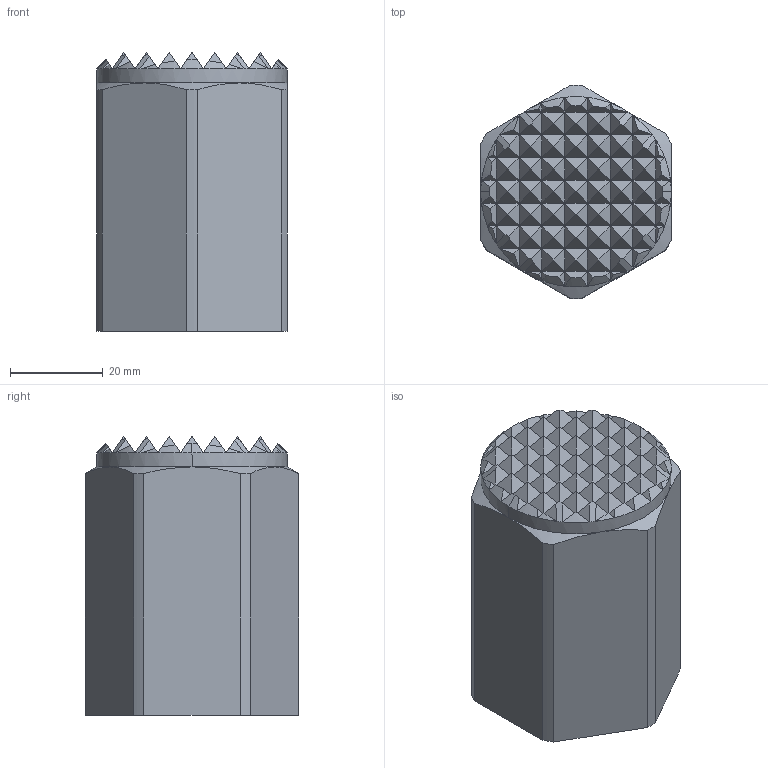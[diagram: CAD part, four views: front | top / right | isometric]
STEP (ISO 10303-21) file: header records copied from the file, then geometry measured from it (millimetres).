
FILE_DESCRIPTION(('STEP AP214'),'1');
FILE_NAME('HALDERN_EH_22690_0565.stp','2017-07-04T09:13:22',('TraceParts'),('TraceParts S.A.'),'Spatial InterOp 3D',' ',' ');
FILE_SCHEMA(('automotive_design'));
Length unit declared in the file: millimetre
Products named in the file (1): HALDERN_EH_22690_0565
Bounding box: 41 x 45.99 x 60 mm (x, y, z)
Volume: 67863.1 mm3; surface area: 14539.3 mm2
Topology: 1 solids, 1 shells, 343 faces, 680 edges, 339 vertices
Faces by surface type: plane 285, cone 46, cylinder 12
Entity records: 8153 total; most frequent: CARTESIAN_POINT 1573, ORIENTED_EDGE 1356, DIRECTION 1324, EDGE_CURVE 678, LINE 508, VECTOR 508, AXIS2_PLACEMENT_3D 408, EDGE_LOOP 345
